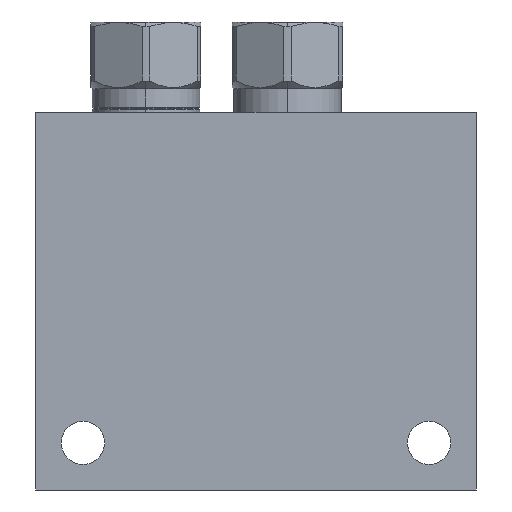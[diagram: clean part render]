
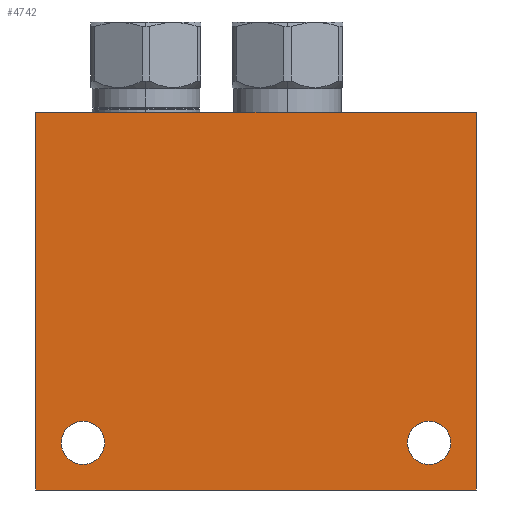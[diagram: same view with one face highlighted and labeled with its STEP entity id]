
A CAD part, front view. The second image highlights one B-rep face of the part: STEP entity #4742.
In plain terms, the highlighted planar face has unit normal (0, -1, 0).
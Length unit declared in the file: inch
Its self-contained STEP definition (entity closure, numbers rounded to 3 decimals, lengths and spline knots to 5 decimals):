
#5=DIRECTION('',(1.,0.,0.));
#6=VECTOR('',#5,3.5);
#7=CARTESIAN_POINT('',(0.,-3.,0.));
#8=LINE('',#7,#6);
#75=DIRECTION('',(0.,0.,1.));
#76=VECTOR('',#75,3.);
#77=CARTESIAN_POINT('',(3.5,-3.,0.));
#78=LINE('',#77,#76);
#119=DIRECTION('',(0.,0.,1.));
#120=VECTOR('',#119,3.);
#121=CARTESIAN_POINT('',(0.,-3.,0.));
#122=LINE('',#121,#120);
#123=CARTESIAN_POINT('',(0.375,-3.,0.375));
#124=DIRECTION('',(0.,1.,0.));
#125=DIRECTION('',(0.,0.,-1.));
#126=AXIS2_PLACEMENT_3D('',#123,#124,#125);
#128=CARTESIAN_POINT('',(0.375,-3.,0.375));
#129=DIRECTION('',(0.,1.,0.));
#130=DIRECTION('',(0.,0.,1.));
#131=AXIS2_PLACEMENT_3D('',#128,#129,#130);
#133=CARTESIAN_POINT('',(3.125,-3.,0.375));
#134=DIRECTION('',(0.,1.,0.));
#135=DIRECTION('',(0.,0.,-1.));
#136=AXIS2_PLACEMENT_3D('',#133,#134,#135);
#138=CARTESIAN_POINT('',(3.125,-3.,0.375));
#139=DIRECTION('',(0.,1.,0.));
#140=DIRECTION('',(0.,0.,1.));
#141=AXIS2_PLACEMENT_3D('',#138,#139,#140);
#155=DIRECTION('',(1.,0.,0.));
#156=VECTOR('',#155,3.5);
#157=CARTESIAN_POINT('',(0.,-3.,3.));
#158=LINE('',#157,#156);
#4061=CARTESIAN_POINT('',(0.,-3.,0.));
#4063=VERTEX_POINT('',#4061);
#4064=CARTESIAN_POINT('',(3.5,-3.,0.));
#4065=VERTEX_POINT('',#4064);
#4069=CARTESIAN_POINT('',(0.,-3.,3.));
#4071=VERTEX_POINT('',#4069);
#4072=CARTESIAN_POINT('',(3.5,-3.,3.));
#4073=VERTEX_POINT('',#4072);
#4543=CARTESIAN_POINT('',(0.375,-3.,0.203));
#4544=CARTESIAN_POINT('',(0.375,-3.,0.547));
#4545=VERTEX_POINT('',#4543);
#4546=VERTEX_POINT('',#4544);
#4555=CARTESIAN_POINT('',(3.125,-3.,0.203));
#4556=CARTESIAN_POINT('',(3.125,-3.,0.547));
#4557=VERTEX_POINT('',#4555);
#4558=VERTEX_POINT('',#4556);
#4718=CARTESIAN_POINT('',(0.,-3.,0.));
#4719=DIRECTION('',(0.,-1.,0.));
#4720=DIRECTION('',(1.,0.,0.));
#4721=AXIS2_PLACEMENT_3D('',#4718,#4719,#4720);
#4722=PLANE('',#4721);
#4723=ORIENTED_EDGE('',*,*,#4612,.F.);
#4724=ORIENTED_EDGE('',*,*,#4637,.T.);
#4726=ORIENTED_EDGE('',*,*,#4725,.T.);
#4727=ORIENTED_EDGE('',*,*,#4686,.F.);
#4728=EDGE_LOOP('',(#4723,#4724,#4726,#4727));
#4729=FACE_OUTER_BOUND('',#4728,.F.);
#4731=ORIENTED_EDGE('',*,*,#4730,.F.);
#4733=ORIENTED_EDGE('',*,*,#4732,.F.);
#4734=EDGE_LOOP('',(#4731,#4733));
#4735=FACE_BOUND('',#4734,.F.);
#4737=ORIENTED_EDGE('',*,*,#4736,.F.);
#4739=ORIENTED_EDGE('',*,*,#4738,.F.);
#4740=EDGE_LOOP('',(#4737,#4739));
#4741=FACE_BOUND('',#4740,.F.);
#4742=ADVANCED_FACE('',(#4729,#4735,#4741),#4722,.T.);
#127=CIRCLE('',#126,0.172);
#132=CIRCLE('',#131,0.172);
#137=CIRCLE('',#136,0.172);
#142=CIRCLE('',#141,0.172);
#4612=EDGE_CURVE('',#4063,#4065,#8,.T.);
#4637=EDGE_CURVE('',#4063,#4071,#122,.T.);
#4686=EDGE_CURVE('',#4065,#4073,#78,.T.);
#4725=EDGE_CURVE('',#4071,#4073,#158,.T.);
#4730=EDGE_CURVE('',#4545,#4546,#127,.T.);
#4732=EDGE_CURVE('',#4546,#4545,#132,.T.);
#4736=EDGE_CURVE('',#4557,#4558,#137,.T.);
#4738=EDGE_CURVE('',#4558,#4557,#142,.T.);
